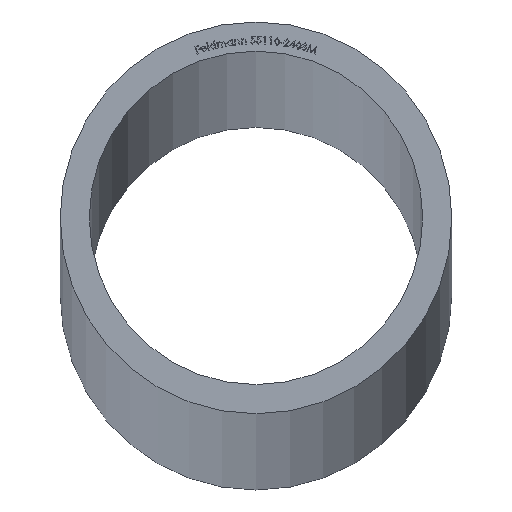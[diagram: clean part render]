
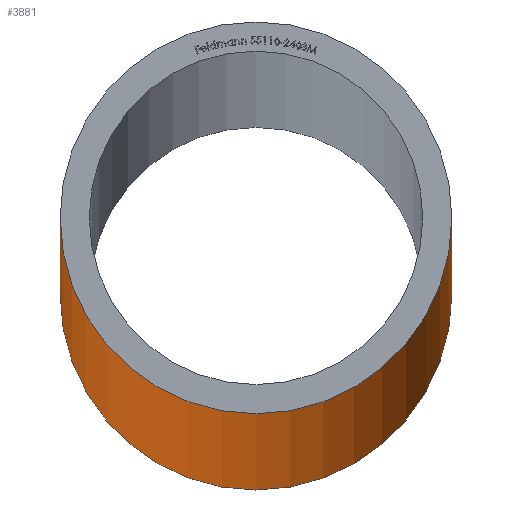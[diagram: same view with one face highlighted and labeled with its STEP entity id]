
A CAD part, top view. The second image highlights one B-rep face of the part: STEP entity #3881.
In plain terms, the highlighted cylindrical face has radius 13.45 mm (diameter 26.9 mm), a partial arc.
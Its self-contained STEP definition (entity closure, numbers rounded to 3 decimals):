
#2 = DIRECTION ( 'NONE',  ( 1., 0., 0. ) ) ;
#202 = CIRCLE ( 'NONE', #12739, 13.45 ) ;
#668 = CARTESIAN_POINT ( 'NONE',  ( -13.45, 0., -3000. ) ) ;
#862 = DIRECTION ( 'NONE',  ( 0., 0., 1. ) ) ;
#1281 = CARTESIAN_POINT ( 'NONE',  ( 13.45, 0., -3000. ) ) ;
#1890 = CARTESIAN_POINT ( 'NONE',  ( 0., 0., -3000. ) ) ;
#2486 = VERTEX_POINT ( 'NONE', #12453 ) ;
#2754 = EDGE_CURVE ( 'NONE', #12077, #11095, #9054, .T. ) ;
#3582 = CARTESIAN_POINT ( 'NONE',  ( -13.45, 0., -3000. ) ) ;
#3810 = VERTEX_POINT ( 'NONE', #3582 ) ;
#3881 = ADVANCED_FACE ( 'NONE', ( #11155 ), #5591, .T. ) ;
#4350 = EDGE_CURVE ( 'NONE', #3810, #2486, #8203, .T. ) ;
#4435 = AXIS2_PLACEMENT_3D ( 'NONE', #12516, #6262, #2 ) ;
#4541 = AXIS2_PLACEMENT_3D ( 'NONE', #1890, #862, #8185 ) ;
#4871 = DIRECTION ( 'NONE',  ( 0., 0., 1. ) ) ;
#5166 = CARTESIAN_POINT ( 'NONE',  ( 13.45, 0., -3000. ) ) ;
#5251 = EDGE_CURVE ( 'NONE', #3810, #12077, #202, .T. ) ;
#5591 = CYLINDRICAL_SURFACE ( 'NONE', #4541, 13.45 ) ;
#6251 = CARTESIAN_POINT ( 'NONE',  ( 0., 0., -3000. ) ) ;
#6262 = DIRECTION ( 'NONE',  ( 0., 0., 1. ) ) ;
#7275 = DIRECTION ( 'NONE',  ( 1., 0., 0. ) ) ;
#7989 = EDGE_LOOP ( 'NONE', ( #13044, #12888, #12563, #12548 ) ) ;
#8185 = DIRECTION ( 'NONE',  ( 1., 0., 0. ) ) ;
#8203 = LINE ( 'NONE', #668, #13451 ) ;
#9054 = LINE ( 'NONE', #5166, #11497 ) ;
#10097 = DIRECTION ( 'NONE',  ( 0., 0., 1. ) ) ;
#10403 = CARTESIAN_POINT ( 'NONE',  ( 13.45, 0., 0. ) ) ;
#11043 = EDGE_CURVE ( 'NONE', #2486, #11095, #11972, .T. ) ;
#11095 = VERTEX_POINT ( 'NONE', #10403 ) ;
#11155 = FACE_OUTER_BOUND ( 'NONE', #7989, .T. ) ;
#11497 = VECTOR ( 'NONE', #4871, 1000. ) ;
#11972 = CIRCLE ( 'NONE', #4435, 13.45 ) ;
#12077 = VERTEX_POINT ( 'NONE', #1281 ) ;
#12453 = CARTESIAN_POINT ( 'NONE',  ( -13.45, 0., 0. ) ) ;
#12516 = CARTESIAN_POINT ( 'NONE',  ( 0., 0., 0. ) ) ;
#12548 = ORIENTED_EDGE ( 'NONE', *, *, #11043, .F. ) ;
#12563 = ORIENTED_EDGE ( 'NONE', *, *, #2754, .T. ) ;
#12739 = AXIS2_PLACEMENT_3D ( 'NONE', #6251, #13557, #7275 ) ;
#12888 = ORIENTED_EDGE ( 'NONE', *, *, #5251, .T. ) ;
#13044 = ORIENTED_EDGE ( 'NONE', *, *, #4350, .F. ) ;
#13451 = VECTOR ( 'NONE', #10097, 1000. ) ;
#13557 = DIRECTION ( 'NONE',  ( 0., 0., 1. ) ) ;
